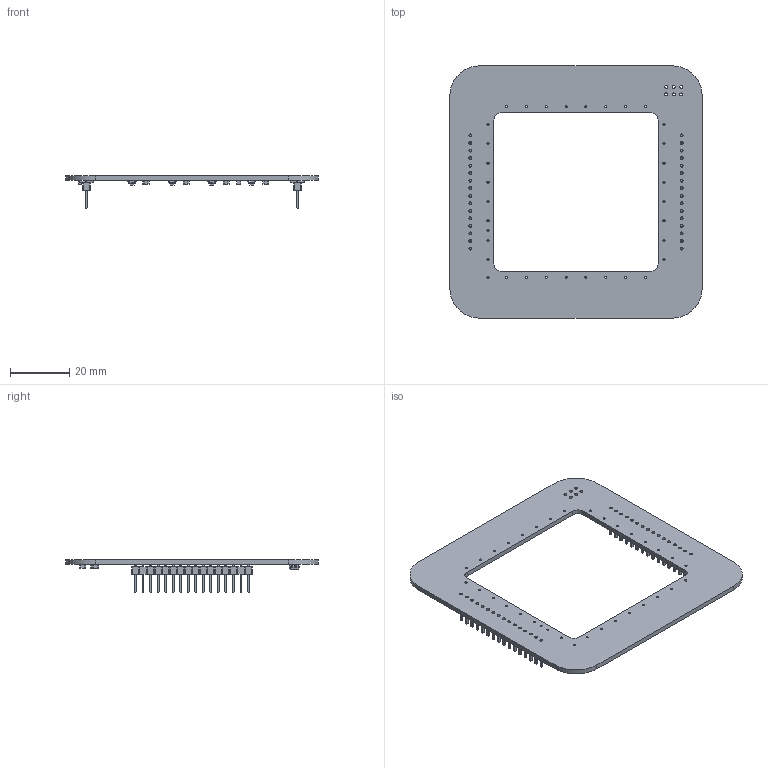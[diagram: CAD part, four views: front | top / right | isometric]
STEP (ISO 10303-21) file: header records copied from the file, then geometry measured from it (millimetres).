
FILE_DESCRIPTION(('KiCad electronic assembly'),'2;1');
FILE_NAME('Core64 CB v0.4 Model.stp','2020-08-27T21:42:00',('An Author') ,('A Company'),'Open CASCADE STEP processor 6.9', 'KiCad to STEP converter','Unknown');
FILE_SCHEMA(('AUTOMOTIVE_DESIGN { 1 0 10303 214 1 1 1 1 }'));
Length unit declared in the file: millimetre
Products named in the file (8): Open CASCADE STEP translator 6.9 1; PinHeader_1x16_P2.54mm_Vertical_SMD_Pin1Right; SOLID; SOT-23-5; C_0805_2012Metric; COMPOUND
Assembly tree (17 placements, depth 3):
  Open CASCADE STEP translator 6.9 1
    PinHeader_1x16_P2.54mm_Vertical_SMD_Pin1Right  x2
      SOLID
    SOT-23-5  x4
      SOLID
    C_0805_2012Metric  x7
      SOLID
    COMPOUND
Bounding box: 85 x 85 x 10.95 mm (x, y, z)
Volume: 7302.4 mm3; surface area: 11232.4 mm2
Topology: 14 solids, 14 shells, 1594 faces, 4032 edges, 2544 vertices
Faces by surface type: plane 1202, cylinder 276, bspline 116
Full cylindrical faces by diameter (mm): 0.7 x34, 1 x32, 1.016 x6
Entity records: 46638 total; most frequent: CARTESIAN_POINT 8150, DIRECTION 6354, LINE 4474, VECTOR 4474, ORIENTED_EDGE 3382, PCURVE 3382, DEFINITIONAL_REPRESENTATION 3382, EDGE_CURVE 1691
